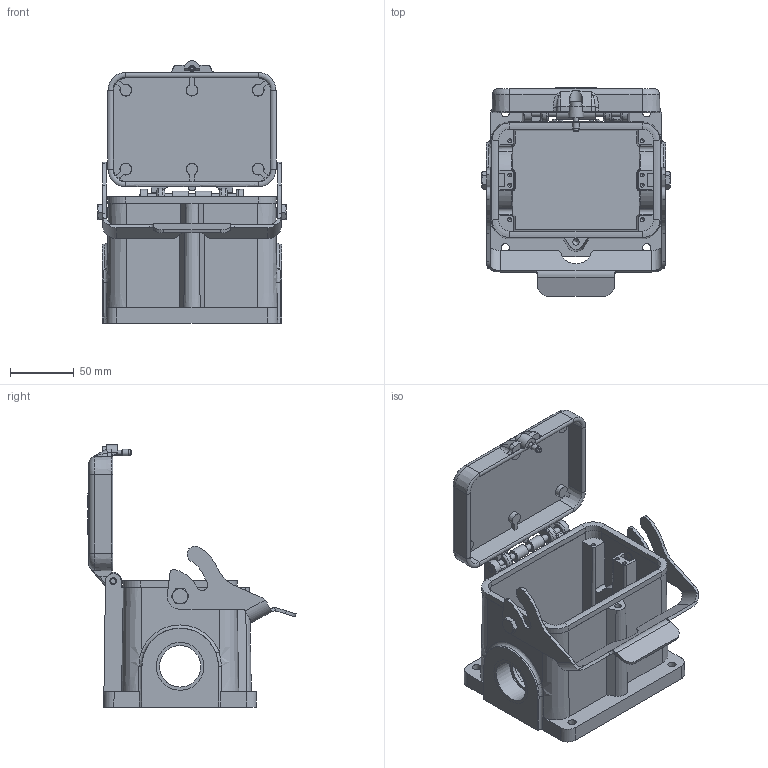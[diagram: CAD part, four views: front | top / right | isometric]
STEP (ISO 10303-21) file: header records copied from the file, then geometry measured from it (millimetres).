
FILE_DESCRIPTION((''),'2;1');
FILE_NAME('05300480263.stp','2020-07-17T10:27:14',('e.eickhoff'),(''),'Autodesk Inventor 2012','Autodesk Inventor 2012','');
FILE_SCHEMA(('AUTOMOTIVE_DESIGN { 1 0 10303 214 1 1 1 1 }'));
Length unit declared in the file: millimetre
Products named in the file (3): 05300480263; M32-PG29 Adapter
Assembly tree (3 placements, depth 2):
  05300480263
    05300480263
    M32-PG29 Adapter  x2
Bounding box: 148 x 163.48 x 205.95 mm (x, y, z)
Volume: 516991 mm3; surface area: 193425.1 mm2
Topology: 5 solids, 5 shells, 662 faces, 1759 edges, 1139 vertices
Faces by surface type: plane 366, cylinder 156, cone 89, bspline 35, torus 15, sphere 1
Full cylindrical faces by diameter (mm): 3 x8, 3.04 x1, 3.36 x1, 3.9 x1, 4.2 x1, 5 x7, 5.25 x2, 6 x4, 8 x2, 8.1 x2, 9 x3, 32.5 x2, 33 x2, 37.5 x4
Entity records: 21999 total; most frequent: CARTESIAN_POINT 5454, ORIENTED_EDGE 3328, DIRECTION 3284, EDGE_CURVE 1664, AXIS2_PLACEMENT_3D 1145, VERTEX_POINT 1106, VECTOR 994, LINE 994
